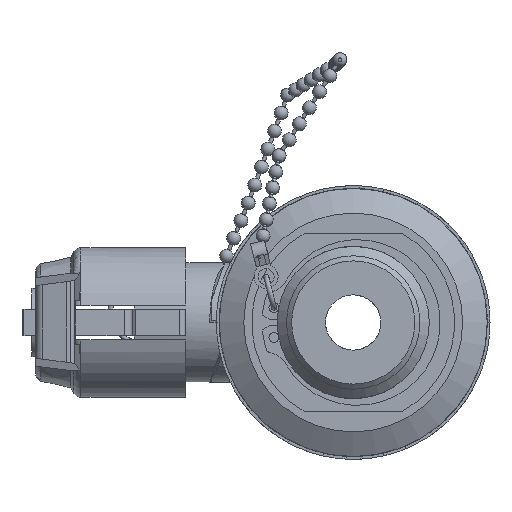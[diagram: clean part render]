
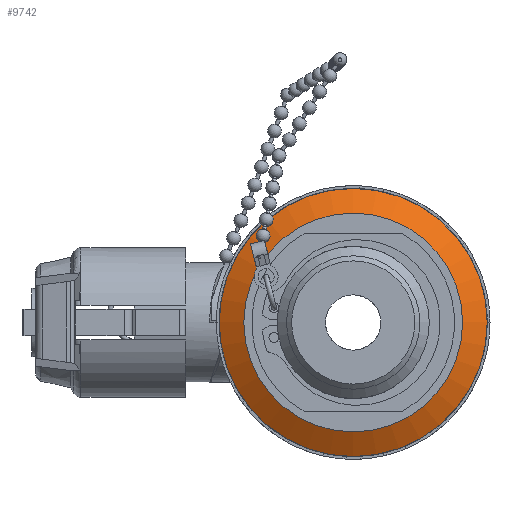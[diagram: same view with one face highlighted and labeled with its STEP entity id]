
A CAD part, left-side view. The second image highlights one B-rep face of the part: STEP entity #9742.
In plain terms, the highlighted conical face has half-angle 60 degrees and reference radius 30.825 mm.
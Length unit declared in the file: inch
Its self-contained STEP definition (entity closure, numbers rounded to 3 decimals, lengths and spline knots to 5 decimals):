
#100=CONICAL_SURFACE('',#10727,1.21358,1.047);
#400=LINE('',#15655,#1101);
#1101=VECTOR('',#12769,1.21358);
#2032=FACE_OUTER_BOUND('',#2590,.T.);
#2590=EDGE_LOOP('',(#7045,#7046,#7047,#7048));
#3313=CIRCLE('',#10728,1.32146);
#3314=CIRCLE('',#10729,1.07874);
#3951=VERTEX_POINT('',#15652);
#3952=VERTEX_POINT('',#15654);
#5078=EDGE_CURVE('',#3951,#3951,#3313,.T.);
#5079=EDGE_CURVE('',#3951,#3952,#400,.T.);
#5080=EDGE_CURVE('',#3952,#3952,#3314,.T.);
#7045=ORIENTED_EDGE('',*,*,#5078,.T.);
#7046=ORIENTED_EDGE('',*,*,#5079,.T.);
#7047=ORIENTED_EDGE('',*,*,#5080,.F.);
#7048=ORIENTED_EDGE('',*,*,#5079,.F.);
#9742=ADVANCED_FACE('',(#2032),#100,.T.);
#10727=AXIS2_PLACEMENT_3D('',#15651,#12765,#12766);
#10728=AXIS2_PLACEMENT_3D('',#15653,#12767,#12768);
#10729=AXIS2_PLACEMENT_3D('',#15656,#12770,#12771);
#12765=DIRECTION('center_axis',(1.,0.,0.));
#12766=DIRECTION('ref_axis',(0.,1.,0.));
#12767=DIRECTION('center_axis',(-1.,0.,0.));
#12768=DIRECTION('ref_axis',(0.,1.,0.));
#12769=DIRECTION('',(-0.5,0.866,0.));
#12770=DIRECTION('center_axis',(-1.,0.,0.));
#12771=DIRECTION('ref_axis',(0.,1.,0.));
#15651=CARTESIAN_POINT('Origin',(-1.82928,0.,
0.));
#15652=CARTESIAN_POINT('',(-1.767,-1.32146,0.));
#15653=CARTESIAN_POINT('Origin',(-1.767,0.,
0.));
#15654=CARTESIAN_POINT('',(-1.90713,-1.07874,0.));
#15655=CARTESIAN_POINT('',(-1.82928,-1.21358,0.));
#15656=CARTESIAN_POINT('Origin',(-1.90713,0.,
0.));
